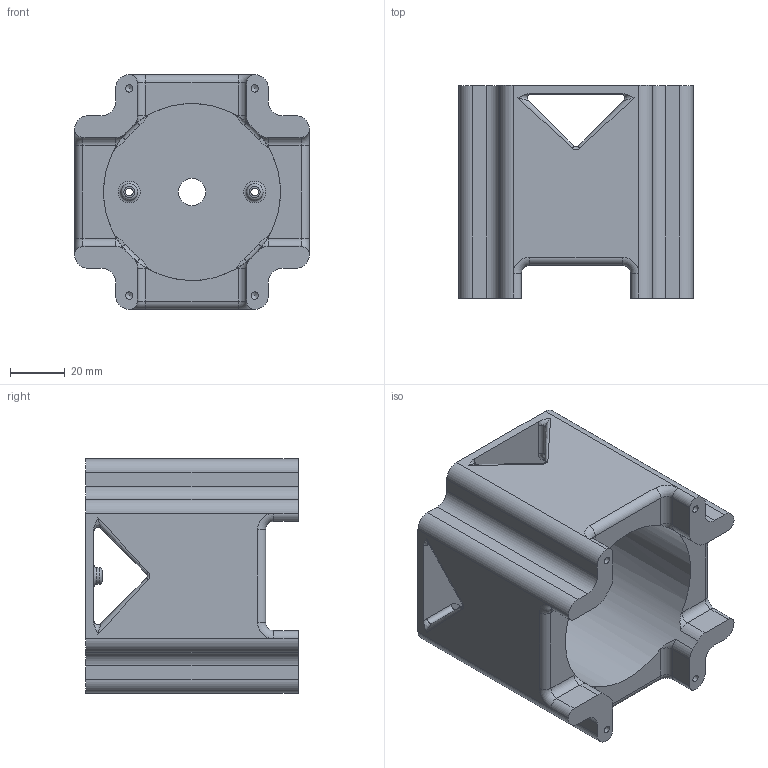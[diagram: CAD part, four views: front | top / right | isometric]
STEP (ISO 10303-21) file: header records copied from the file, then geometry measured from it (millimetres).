
FILE_DESCRIPTION( ( '' ), ' ' );
FILE_NAME( '5e7bf979c8bf28137ccc764f.step', '2020-03-26T00:38:18', ( '' ), ( '' ), ' ', ' ', ' ' );
FILE_SCHEMA( ( 'AUTOMOTIVE_DESIGN { 1 0 10303 214 1 1 1 1 }' ) );
Length unit declared in the file: metre
Products named in the file (1): Part 2
Bounding box: 86 x 78 x 86 mm (x, y, z)
Surface area: 51603.6 mm2 (no closed solid volume)
Topology: 0 solids, 1 shells, 165 faces, 441 edges, 261 vertices
Faces by surface type: cylinder 62, plane 40, bspline 31, torus 28, cone 4
Full cylindrical faces by diameter (mm): 2.7 x4, 2.87 x2, 6.07 x2, 10 x1, 65 x1
Entity records: 14341 total; most frequent: CARTESIAN_POINT 9236, ORIENTED_EDGE 812, DIRECTION 714, EDGE_CURVE 406, AXIS2_PLACEMENT_3D 289, VERTEX_POINT 258, EDGE_LOOP 200, FACE_OUTER_BOUND 184
